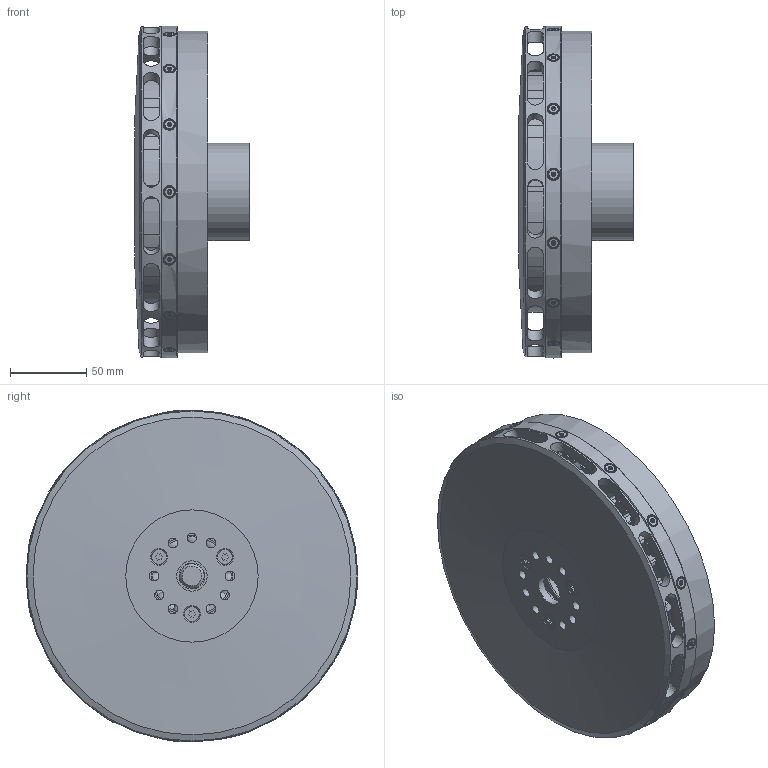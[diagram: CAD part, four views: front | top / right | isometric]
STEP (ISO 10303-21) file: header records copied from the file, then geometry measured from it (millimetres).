
FILE_DESCRIPTION(('FreeCAD Model'),'2;1');
FILE_NAME('Open CASCADE Shape Model','2024-02-27T15:07:49',(''),(''), 'Open CASCADE STEP processor 7.6','FreeCAD','Unknown');
FILE_SCHEMA(('AUTOMOTIVE_DESIGN { 1 0 10303 214 1 1 1 1 }'));
Length unit declared in the file: millimetre
Products named in the file (1): Motor
Bounding box: 75.6 x 218.25 x 218.2 mm (x, y, z)
Volume: 665309.5 mm3; surface area: 397098.5 mm2
Topology: 75 solids, 107 shells, 2949 faces, 7032 edges, 3912 vertices
Faces by surface type: cylinder 991, plane 779, cone 513, sphere 381, torus 192, bspline 75, revolution 18
Full cylindrical faces by diameter (mm): 2 x16, 3.2 x15, 3.9 x15, 4 x16, 4.2 x15, 5 x12, 5.2 x3, 6.1 x3, 6.2 x6, 6.5 x8, 17 x1, 20 x1, 25 x1, 30 x1, 30.25 x2, 35 x1, 36 x1, 36.75 x2, 38 x1, 40 x1, 42 x3, 43.75 x2, 51.61 x2, 53.61 x2, 56 x1, 62 x2, 64 x1, 154 x1, 158 x1, 203 x1
Entity records: 227254 total; most frequent: CARTESIAN_POINT 72159, DIRECTION 26104, ORIENTED_EDGE 13158, PCURVE 13158, DEFINITIONAL_REPRESENTATION 13158, LINE 12257, VECTOR 12257, EDGE_CURVE 6579
